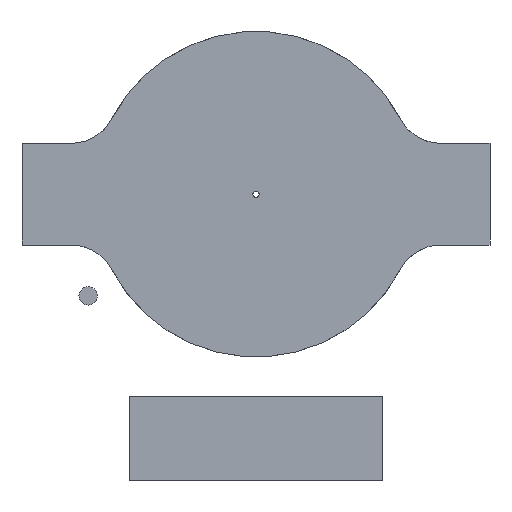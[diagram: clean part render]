
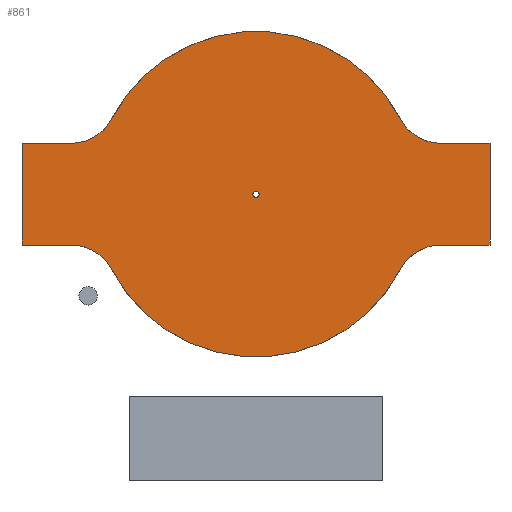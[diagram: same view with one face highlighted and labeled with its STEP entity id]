
A CAD part, front view. The second image highlights one B-rep face of the part: STEP entity #861.
In plain terms, the highlighted planar face has unit normal (0, -1, 0).
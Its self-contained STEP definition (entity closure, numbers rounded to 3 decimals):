
#27=FACE_BOUND('',#149,.T.);
#94=FACE_OUTER_BOUND('',#148,.T.);
#148=EDGE_LOOP('',(#679,#680,#681,#682,#683,#684,#685,#686,#687,#688,#689,
#690));
#149=EDGE_LOOP('',(#691));
#194=CIRCLE('',#935,22.5);
#195=CIRCLE('',#936,22.5);
#196=CIRCLE('',#937,80.);
#197=CIRCLE('',#938,22.5);
#198=CIRCLE('',#939,22.5);
#199=CIRCLE('',#940,80.);
#200=CIRCLE('',#941,1.5);
#241=LINE('',#1452,#318);
#245=LINE('',#1463,#322);
#246=LINE('',#1465,#323);
#247=LINE('',#1467,#324);
#248=LINE('',#1474,#325);
#249=LINE('',#1476,#326);
#318=VECTOR('',#1101,10.);
#322=VECTOR('',#1109,10.);
#323=VECTOR('',#1110,10.);
#324=VECTOR('',#1111,10.);
#325=VECTOR('',#1118,10.);
#326=VECTOR('',#1119,10.);
#398=VERTEX_POINT('',#1449);
#399=VERTEX_POINT('',#1451);
#402=VERTEX_POINT('',#1459);
#403=VERTEX_POINT('',#1460);
#404=VERTEX_POINT('',#1462);
#405=VERTEX_POINT('',#1464);
#406=VERTEX_POINT('',#1466);
#407=VERTEX_POINT('',#1468);
#408=VERTEX_POINT('',#1470);
#409=VERTEX_POINT('',#1473);
#410=VERTEX_POINT('',#1475);
#411=VERTEX_POINT('',#1477);
#412=VERTEX_POINT('',#1480);
#499=EDGE_CURVE('',#399,#398,#241,.T.);
#503=EDGE_CURVE('',#402,#403,#194,.T.);
#504=EDGE_CURVE('',#403,#404,#245,.T.);
#505=EDGE_CURVE('',#404,#405,#246,.T.);
#506=EDGE_CURVE('',#405,#406,#247,.T.);
#507=EDGE_CURVE('',#406,#407,#195,.T.);
#508=EDGE_CURVE('',#407,#408,#196,.T.);
#509=EDGE_CURVE('',#408,#399,#197,.T.);
#510=EDGE_CURVE('',#398,#409,#248,.T.);
#511=EDGE_CURVE('',#409,#410,#249,.T.);
#512=EDGE_CURVE('',#410,#411,#198,.T.);
#513=EDGE_CURVE('',#411,#402,#199,.T.);
#514=EDGE_CURVE('',#412,#412,#200,.T.);
#679=ORIENTED_EDGE('',*,*,#503,.T.);
#680=ORIENTED_EDGE('',*,*,#504,.T.);
#681=ORIENTED_EDGE('',*,*,#505,.T.);
#682=ORIENTED_EDGE('',*,*,#506,.T.);
#683=ORIENTED_EDGE('',*,*,#507,.T.);
#684=ORIENTED_EDGE('',*,*,#508,.T.);
#685=ORIENTED_EDGE('',*,*,#509,.T.);
#686=ORIENTED_EDGE('',*,*,#499,.T.);
#687=ORIENTED_EDGE('',*,*,#510,.T.);
#688=ORIENTED_EDGE('',*,*,#511,.T.);
#689=ORIENTED_EDGE('',*,*,#512,.T.);
#690=ORIENTED_EDGE('',*,*,#513,.T.);
#691=ORIENTED_EDGE('',*,*,#514,.T.);
#824=PLANE('',#934);
#861=ADVANCED_FACE('',(#94,#27),#824,.F.);
#934=AXIS2_PLACEMENT_3D('',#1458,#1105,#1106);
#935=AXIS2_PLACEMENT_3D('',#1461,#1107,#1108);
#936=AXIS2_PLACEMENT_3D('',#1469,#1112,#1113);
#937=AXIS2_PLACEMENT_3D('',#1471,#1114,#1115);
#938=AXIS2_PLACEMENT_3D('',#1472,#1116,#1117);
#939=AXIS2_PLACEMENT_3D('',#1478,#1120,#1121);
#940=AXIS2_PLACEMENT_3D('',#1479,#1122,#1123);
#941=AXIS2_PLACEMENT_3D('',#1481,#1124,#1125);
#1101=DIRECTION('',(-1.,0.,0.));
#1105=DIRECTION('center_axis',(0.,1.,0.));
#1106=DIRECTION('ref_axis',(1.,0.,0.));
#1107=DIRECTION('center_axis',(0.,1.,0.));
#1108=DIRECTION('ref_axis',(-0.518,0.,0.855));
#1109=DIRECTION('',(1.,0.,0.));
#1110=DIRECTION('',(0.,0.,1.));
#1111=DIRECTION('',(-1.,0.,0.));
#1112=DIRECTION('center_axis',(0.,1.,0.));
#1113=DIRECTION('ref_axis',(-0.518,0.,-0.855));
#1114=DIRECTION('center_axis',(0.,-1.,0.));
#1115=DIRECTION('ref_axis',(1.,0.,0.));
#1116=DIRECTION('center_axis',(0.,1.,0.));
#1117=DIRECTION('ref_axis',(0.518,0.,-0.855));
#1118=DIRECTION('',(0.,0.,-1.));
#1119=DIRECTION('',(1.,0.,0.));
#1120=DIRECTION('center_axis',(0.,1.,0.));
#1121=DIRECTION('ref_axis',(0.518,0.,0.855));
#1122=DIRECTION('center_axis',(0.,-1.,0.));
#1123=DIRECTION('ref_axis',(1.,0.,0.));
#1124=DIRECTION('center_axis',(0.,1.,0.));
#1125=DIRECTION('ref_axis',(-1.,0.,0.));
#1449=CARTESIAN_POINT('',(-115.,-5.,25.));
#1451=CARTESIAN_POINT('',(-90.83,-5.,25.));
#1452=CARTESIAN_POINT('',(-60.,-5.,25.));
#1458=CARTESIAN_POINT('Origin',(0.,-5.,0.));
#1459=CARTESIAN_POINT('',(70.891,-5.,-37.073));
#1460=CARTESIAN_POINT('',(90.83,-5.,-25.));
#1461=CARTESIAN_POINT('Origin',(90.83,-5.,-47.5));
#1462=CARTESIAN_POINT('',(115.,-5.,-25.));
#1463=CARTESIAN_POINT('',(60.,-5.,-25.));
#1464=CARTESIAN_POINT('',(115.,-5.,25.));
#1465=CARTESIAN_POINT('',(115.,-5.,-25.));
#1466=CARTESIAN_POINT('',(90.83,-5.,25.));
#1467=CARTESIAN_POINT('',(110.,-5.,25.));
#1468=CARTESIAN_POINT('',(70.891,-5.,37.073));
#1469=CARTESIAN_POINT('Origin',(90.83,-5.,47.5));
#1470=CARTESIAN_POINT('',(-70.891,-5.,37.073));
#1471=CARTESIAN_POINT('Origin',(0.,-5.,0.));
#1472=CARTESIAN_POINT('Origin',(-90.83,-5.,47.5));
#1473=CARTESIAN_POINT('',(-115.,-5.,-25.));
#1474=CARTESIAN_POINT('',(-115.,-5.,25.));
#1475=CARTESIAN_POINT('',(-90.83,-5.,-25.));
#1476=CARTESIAN_POINT('',(-110.,-5.,-25.));
#1477=CARTESIAN_POINT('',(-70.891,-5.,-37.073));
#1478=CARTESIAN_POINT('Origin',(-90.83,-5.,-47.5));
#1479=CARTESIAN_POINT('Origin',(0.,-5.,0.));
#1480=CARTESIAN_POINT('',(1.5,-5.,0.));
#1481=CARTESIAN_POINT('Origin',(0.,-5.,0.));
